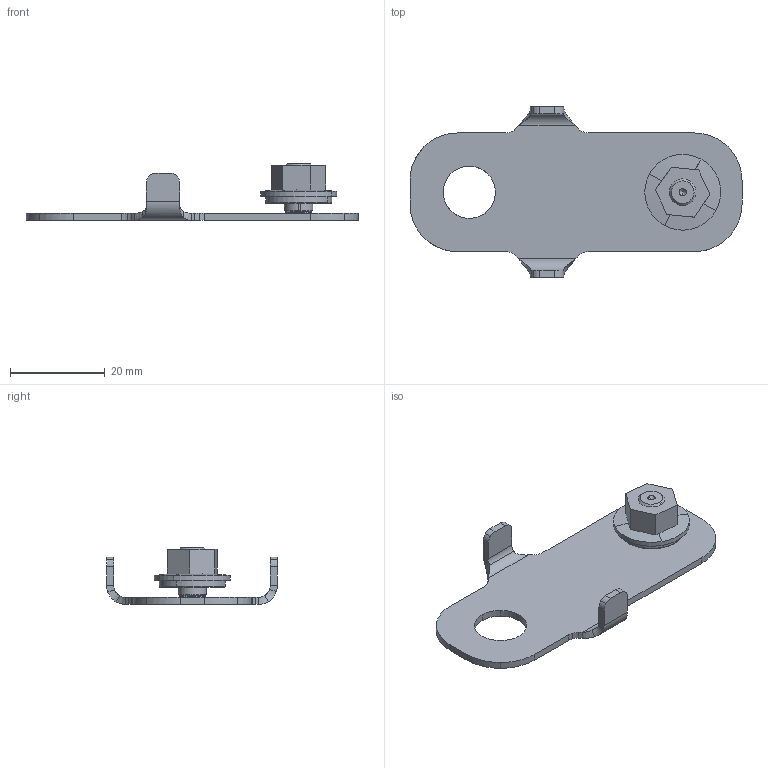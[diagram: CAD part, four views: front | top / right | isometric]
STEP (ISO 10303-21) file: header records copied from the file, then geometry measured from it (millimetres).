
FILE_DESCRIPTION(('CATIA V5R24 STEP','CAx-IF Rec.Pracs.--- Model Styling and Organization---1.2---2011-12-15'),'2;1');
FILE_NAME ('D1450621_0_1289180000_1289180000.stp','2018-07-19T07:38:16+00:00',('none'),('Weidmueller'),'CATIA Version 5-6 Release 2014 SP4 HF52','CATIA V5 STEP AP214','none');
FILE_SCHEMA(('AUTOMOTIVE_DESIGN { 1 0 10303 214 1 1 1 1 }'));
Length unit declared in the file: millimetre
Products named in the file (1): ZUB_MOFU_KTB_i
Bounding box: 70 x 36 x 12 mm (x, y, z)
Volume: 3623.4 mm3; surface area: 4670.7 mm2
Topology: 1 solids, 2 shells, 149 faces, 390 edges, 241 vertices
Faces by surface type: cylinder 56, plane 41, sphere 18, cone 16, torus 10, bspline 8
Entity records: 5509 total; most frequent: CARTESIAN_POINT 1991, ORIENTED_EDGE 768, DIRECTION 544, EDGE_CURVE 384, AXIS2_PLACEMENT_3D 257, VERTEX_POINT 241, EDGE_LOOP 155, VECTOR 152
